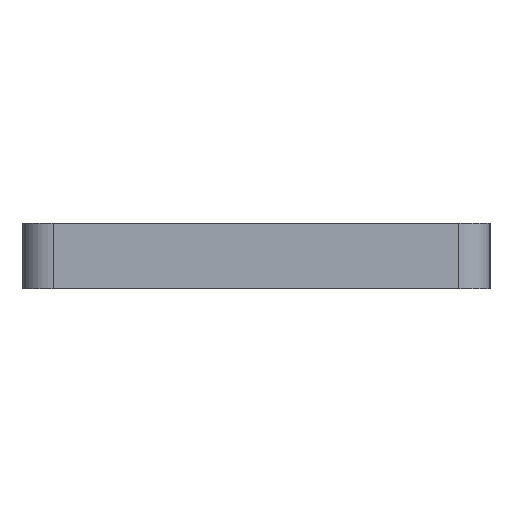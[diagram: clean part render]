
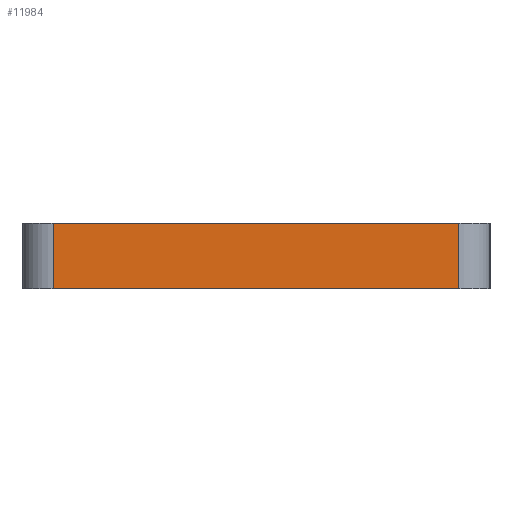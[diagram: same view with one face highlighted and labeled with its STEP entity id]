
A CAD part, left-side view. The second image highlights one B-rep face of the part: STEP entity #11984.
In plain terms, the highlighted planar face has unit normal (-1, 0, 0).
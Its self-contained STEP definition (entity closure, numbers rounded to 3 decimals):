
#426=PLANE('',#12831);
#988=FACE_OUTER_BOUND('',#1673,.T.);
#1673=EDGE_LOOP('',(#9682,#9683,#9684,#9685));
#2669=LINE('',#18090,#4103);
#2757=LINE('',#18321,#4191);
#2758=LINE('',#18324,#4192);
#2759=LINE('',#18325,#4193);
#4103=VECTOR('',#14600,10.);
#4191=VECTOR('',#14808,10.);
#4192=VECTOR('',#14811,10.);
#4193=VECTOR('',#14812,10.);
#5708=VERTEX_POINT('',#18087);
#5709=VERTEX_POINT('',#18089);
#5792=VERTEX_POINT('',#18319);
#5793=VERTEX_POINT('',#18323);
#7082=EDGE_CURVE('',#5708,#5709,#2669,.T.);
#7200=EDGE_CURVE('',#5792,#5709,#2757,.T.);
#7201=EDGE_CURVE('',#5793,#5792,#2758,.T.);
#7202=EDGE_CURVE('',#5793,#5708,#2759,.T.);
#9682=ORIENTED_EDGE('',*,*,#7201,.T.);
#9683=ORIENTED_EDGE('',*,*,#7200,.T.);
#9684=ORIENTED_EDGE('',*,*,#7082,.F.);
#9685=ORIENTED_EDGE('',*,*,#7202,.F.);
#11984=ADVANCED_FACE('',(#988),#426,.T.);
#12831=AXIS2_PLACEMENT_3D('',#18322,#14809,#14810);
#14600=DIRECTION('',(0.,1.,0.));
#14808=DIRECTION('',(0.,0.,-1.));
#14809=DIRECTION('center_axis',(-1.,0.,0.));
#14810=DIRECTION('ref_axis',(0.,1.,0.));
#14811=DIRECTION('',(0.,1.,0.));
#14812=DIRECTION('',(0.,0.,-1.));
#18087=CARTESIAN_POINT('',(-110.879,89.,-10.6));
#18089=CARTESIAN_POINT('',(-110.879,154.2,-10.6));
#18090=CARTESIAN_POINT('',(-110.879,89.,-10.6));
#18319=CARTESIAN_POINT('',(-110.879,154.2,0.));
#18321=CARTESIAN_POINT('',(-110.879,154.2,0.));
#18322=CARTESIAN_POINT('Origin',(-110.879,89.,0.));
#18323=CARTESIAN_POINT('',(-110.879,89.,0.));
#18324=CARTESIAN_POINT('',(-110.879,89.,0.));
#18325=CARTESIAN_POINT('',(-110.879,89.,0.));
